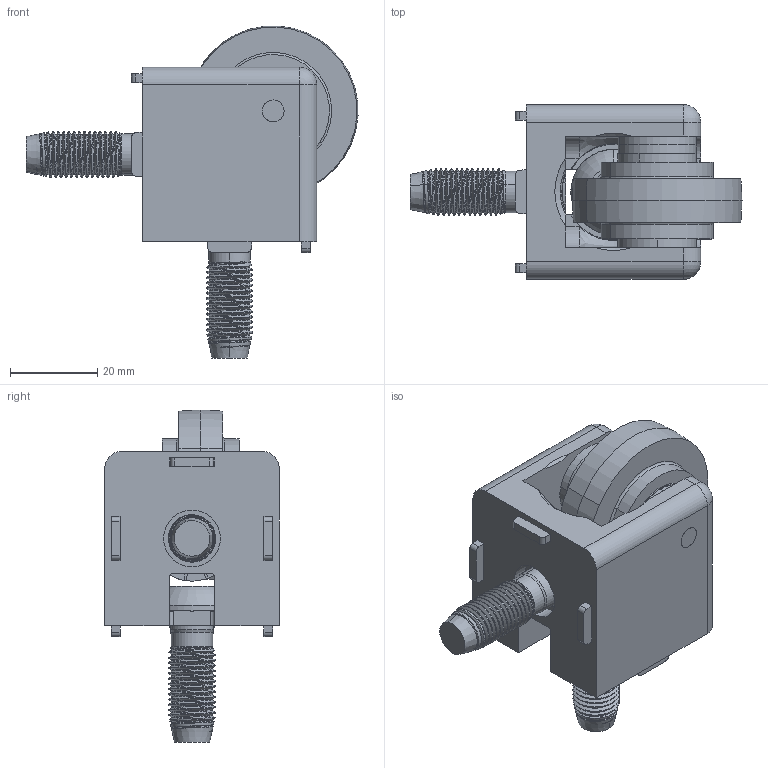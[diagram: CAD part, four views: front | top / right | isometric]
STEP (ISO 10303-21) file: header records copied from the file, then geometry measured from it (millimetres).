
FILE_DESCRIPTION (( 'STEP AP214' ), '1' );
FILE_NAME ('093097.STEP', '2013-05-21T11:12:45', ( 'User' ), ( '' ), 'SwSTEP 2.0', 'SolidWorks 2012', '' );
FILE_SCHEMA (( 'AUTOMOTIVE_DESIGN' ));
Length unit declared in the file: millimetre
Products named in the file (10): 093s1230t_093 s12 30 t; 093021_093021; 093021r_093021r; 340me012_Standard; 340me014_Standard; Radial Ball Bearing_68_DIN_DIN 625 - 626 - 8,DE,NC,8_68; 4din7991m0640m_Standard; 340me391_340me391; 093ww405n10_093097r01; 093097
Assembly tree (14 placements, depth 4):
  093097
    093ww405n10_093097r01
    340me391_340me391  x4
    4din7991m0640m_Standard
    093021_093021
      340me014_Standard  x2
        Radial Ball Bearing_68_DIN_DIN 625 - 626 - 8,DE,NC,8_68
      340me012_Standard
      093021r_093021r
    093s1230t_093 s12 30 t  x2
Bounding box: 76.17 x 40 x 76.17 mm (x, y, z)
Volume: 55981.2 mm3; surface area: 27986.1 mm2
Topology: 12 solids, 12 shells, 584 faces, 1737 edges, 1127 vertices
Faces by surface type: cylinder 206, plane 190, torus 79, cone 67, sphere 34, bspline 8
Entity records: 17431 total; most frequent: CARTESIAN_POINT 7375, ORIENTED_EDGE 2052, DIRECTION 1868, EDGE_CURVE 1026, AXIS2_PLACEMENT_3D 730, VERTEX_POINT 669, VECTOR 408, LINE 408
